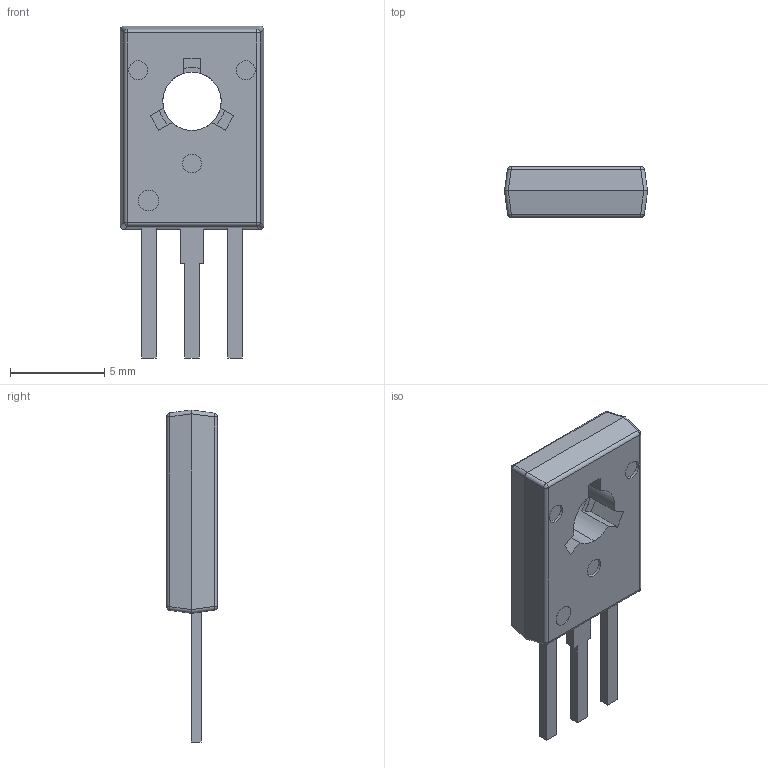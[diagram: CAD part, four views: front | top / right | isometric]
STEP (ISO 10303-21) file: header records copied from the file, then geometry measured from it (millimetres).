
FILE_DESCRIPTION (( 'STEP AP214' ), '1' );
FILE_NAME ('TO-126-3_L7.6-W2.7-P2.30-L.step', '2022-08-01T12:43:10', ( '' ), ( '' ), 'SwSTEP 2.0', 'SolidWorks 2020', '' );
FILE_SCHEMA (( 'AUTOMOTIVE_DESIGN' ));
Length unit declared in the file: millimetre
Products named in the file (1): TO-126-3_L7.6-W2.7-P2.30-L
Bounding box: 7.6 x 2.71 x 17.63 mm (x, y, z)
Volume: 195.9 mm3; surface area: 321.2 mm2
Topology: 1 solids, 1 shells, 321 faces, 852 edges, 550 vertices
Faces by surface type: plane 180, bspline 98, cylinder 35, sphere 8
Entity records: 13883 total; most frequent: CARTESIAN_POINT 3034, ORIENTED_EDGE 1688, DIRECTION 1156, EDGE_CURVE 844, VECTOR 572, LINE 572, VERTEX_POINT 550, EDGE_LOOP 348
